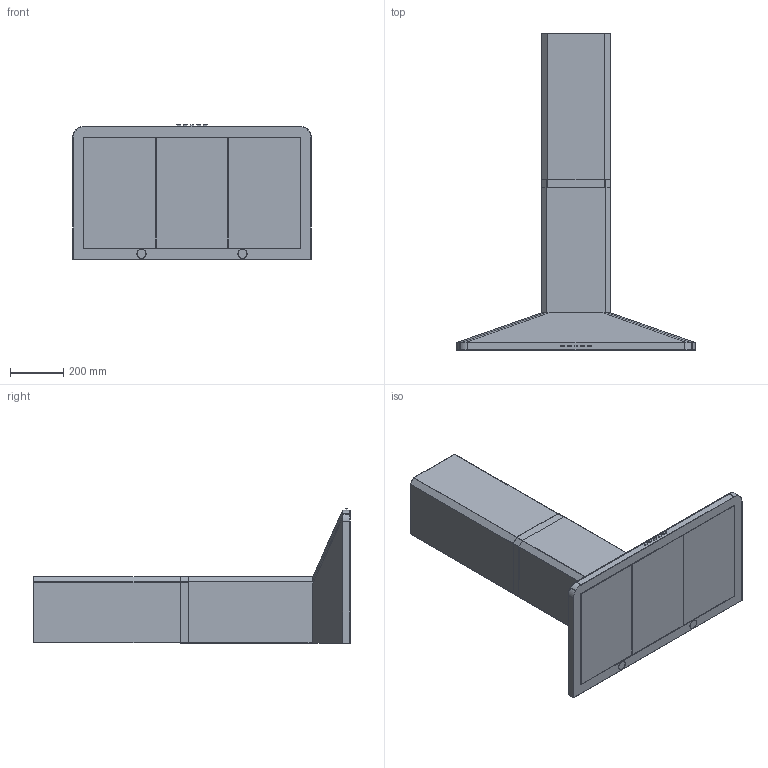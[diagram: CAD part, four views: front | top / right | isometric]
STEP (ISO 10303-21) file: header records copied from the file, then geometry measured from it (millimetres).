
FILE_DESCRIPTION((''),'2;1');
FILE_NAME('WM2190S','2021-02-12T',('seona'),(''),'CREO PARAMETRIC BY PTC INC, 2016260','CREO PARAMETRIC BY PTC INC, 2016260','');
FILE_SCHEMA(('CONFIG_CONTROL_DESIGN'));
Length unit declared in the file: millimetre
Products named in the file (1): WM2190S
Bounding box: 898 x 1190 x 506 mm (x, y, z)
Volume: 11534079.8 mm3; surface area: 3639673.2 mm2
Topology: 7 solids, 7 shells, 137 faces, 342 edges, 224 vertices
Faces by surface type: plane 99, cylinder 34, bspline 4
Entity records: 4182 total; most frequent: CARTESIAN_POINT 915, ORIENTED_EDGE 684, DIRECTION 612, EDGE_CURVE 342, VECTOR 258, LINE 258, VERTEX_POINT 224, AXIS2_PLACEMENT_3D 177
